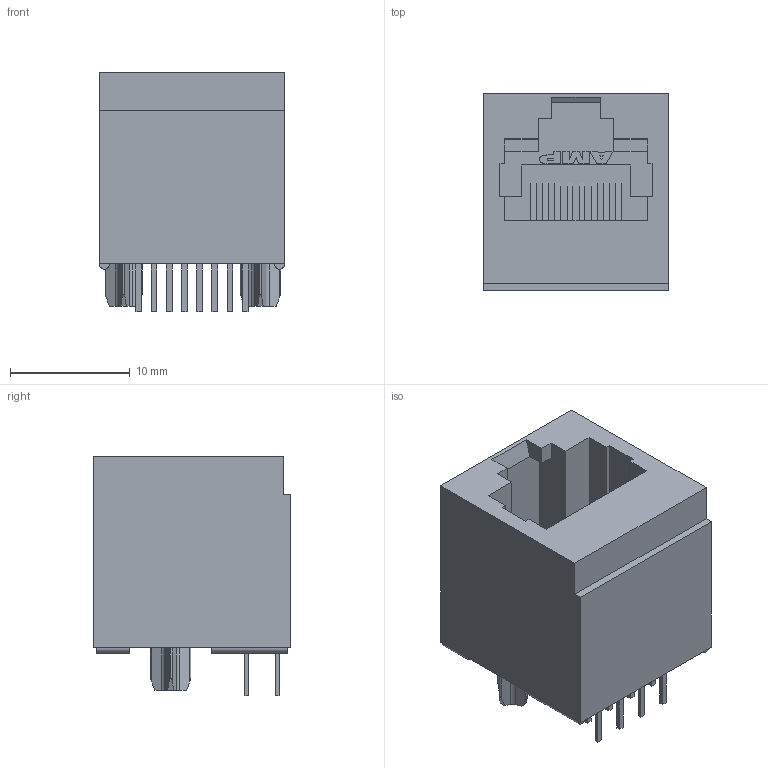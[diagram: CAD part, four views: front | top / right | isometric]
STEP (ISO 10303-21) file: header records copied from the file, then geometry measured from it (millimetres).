
FILE_DESCRIPTION(('STEP AP214'),'1');
FILE_NAME('70346607.stp','2018-08-04T00:50:03',('TraceParts'),('TraceParts S.A.'),'Spatial InterOp 3D',' ',' ');
FILE_SCHEMA(('automotive_design'));
Length unit declared in the file: millimetre
Products named in the file (1): 70346607
Bounding box: 15.49 x 16.51 x 19.99 mm (x, y, z)
Volume: 3066 mm3; surface area: 2250.6 mm2
Topology: 1 solids, 1 shells, 215 faces, 581 edges, 384 vertices
Faces by surface type: plane 183, cylinder 30, extrusion 2
Entity records: 6828 total; most frequent: CARTESIAN_POINT 1351, ORIENTED_EDGE 1162, DIRECTION 1043, EDGE_CURVE 581, VECTOR 519, LINE 517, VERTEX_POINT 384, AXIS2_PLACEMENT_3D 262
